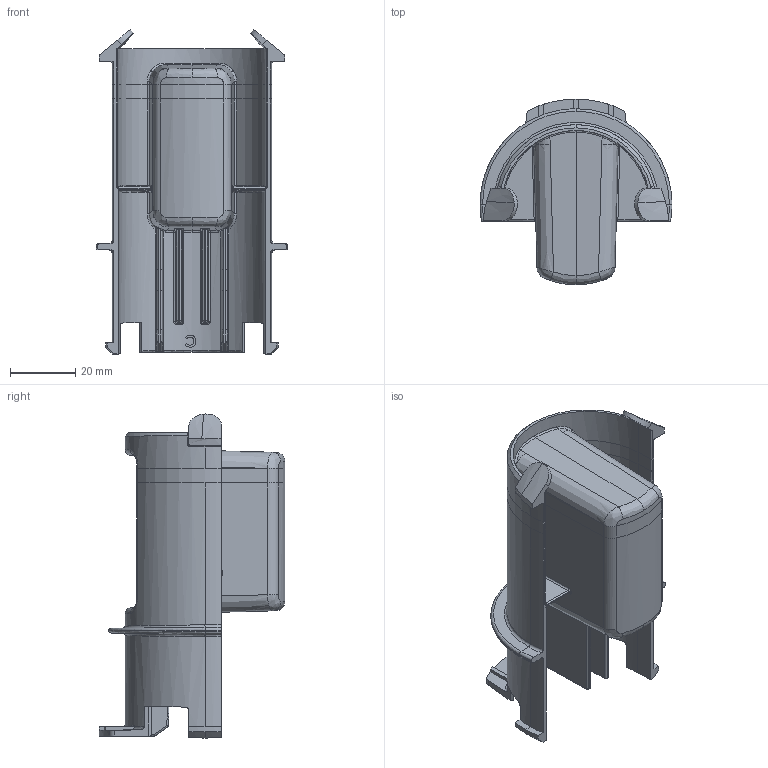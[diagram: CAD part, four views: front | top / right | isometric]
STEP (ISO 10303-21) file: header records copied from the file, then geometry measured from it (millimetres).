
FILE_DESCRIPTION (( 'STEP AP203' ), '1' );
FILE_NAME ('1718-01.STEP', '2014-10-31T14:54:19', ( '' ), ( '' ), 'SwSTEP 2.0', 'SolidWorks 2014', '' );
FILE_SCHEMA (( 'CONFIG_CONTROL_DESIGN' ));
Length unit declared in the file: millimetre
Products named in the file (1): 1718-01
Bounding box: 59.04 x 57.18 x 99.66 mm (x, y, z)
Volume: 31616.5 mm3; surface area: 33291.5 mm2
Topology: 1 solids, 1 shells, 422 faces, 1046 edges, 615 vertices
Faces by surface type: bspline 185, cylinder 122, plane 87, sphere 14, torus 10, cone 4
Entity records: 18083 total; most frequent: CARTESIAN_POINT 9889, ORIENTED_EDGE 2064, DIRECTION 1201, EDGE_CURVE 1032, VERTEX_POINT 613, AXIS2_PLACEMENT_3D 445, EDGE_LOOP 423, ADVANCED_FACE 422
